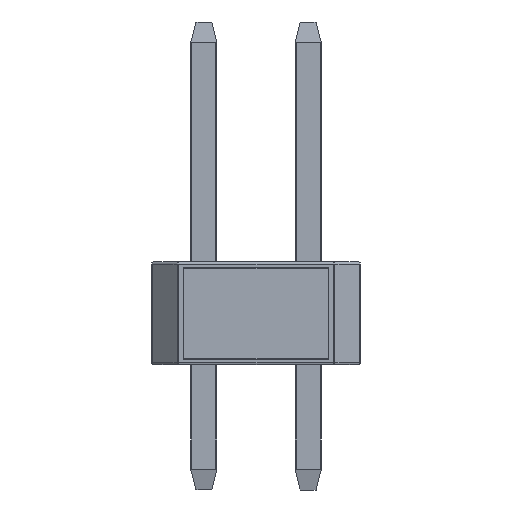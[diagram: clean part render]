
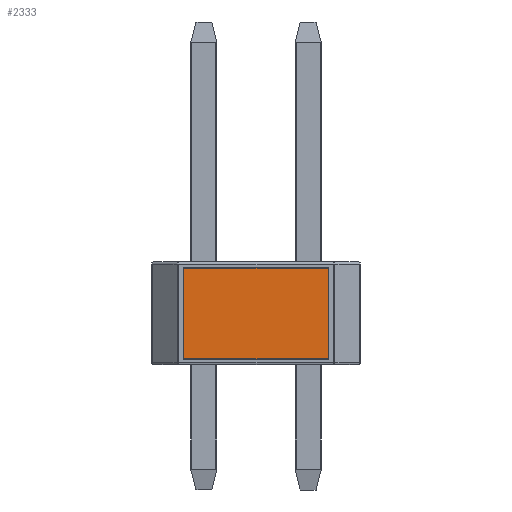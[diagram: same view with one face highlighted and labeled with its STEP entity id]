
A CAD part, left-side view. The second image highlights one B-rep face of the part: STEP entity #2333.
In plain terms, the highlighted planar face has unit normal (-1, 0, 0).
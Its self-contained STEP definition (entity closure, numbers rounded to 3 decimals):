
#382=FACE_OUTER_BOUND('',#508,.T.);
#508=EDGE_LOOP('',(#1910,#1911,#1912,#1913));
#647=LINE('',#3624,#863);
#648=LINE('',#3629,#864);
#651=LINE('',#3637,#867);
#653=LINE('',#3640,#869);
#863=VECTOR('',#2895,10.);
#864=VECTOR('',#2900,10.);
#867=VECTOR('',#2909,10.);
#869=VECTOR('',#2913,10.);
#1060=VERTEX_POINT('',#3621);
#1061=VERTEX_POINT('',#3623);
#1062=VERTEX_POINT('',#3627);
#1063=VERTEX_POINT('',#3628);
#1276=EDGE_CURVE('',#1061,#1060,#647,.T.);
#1278=EDGE_CURVE('',#1062,#1063,#648,.T.);
#1283=EDGE_CURVE('',#1060,#1062,#651,.T.);
#1285=EDGE_CURVE('',#1063,#1061,#653,.T.);
#1910=ORIENTED_EDGE('',*,*,#1283,.T.);
#1911=ORIENTED_EDGE('',*,*,#1278,.T.);
#1912=ORIENTED_EDGE('',*,*,#1285,.T.);
#1913=ORIENTED_EDGE('',*,*,#1276,.T.);
#2096=PLANE('',#2579);
#2333=ADVANCED_FACE('',(#382),#2096,.T.);
#2579=AXIS2_PLACEMENT_3D('',#3838,#3164,#3165);
#2895=DIRECTION('',(0.,1.,0.));
#2900=DIRECTION('',(0.,-1.,0.));
#2909=DIRECTION('',(0.,0.,-1.));
#2913=DIRECTION('',(0.,0.,1.));
#3164=DIRECTION('center_axis',(-1.,0.,0.));
#3165=DIRECTION('ref_axis',(0.,0.,1.));
#3621=CARTESIAN_POINT('',(-1.27,3.023,2.35));
#3623=CARTESIAN_POINT('',(-1.27,-0.488,2.35));
#3624=CARTESIAN_POINT('',(-1.27,3.023,2.35));
#3627=CARTESIAN_POINT('',(-1.27,3.023,0.15));
#3628=CARTESIAN_POINT('',(-1.27,-0.488,0.15));
#3629=CARTESIAN_POINT('',(-1.27,-0.488,0.15));
#3637=CARTESIAN_POINT('',(-1.27,3.023,0.15));
#3640=CARTESIAN_POINT('',(-1.27,-0.488,2.35));
#3838=CARTESIAN_POINT('Origin',(-1.27,1.268,1.25));
